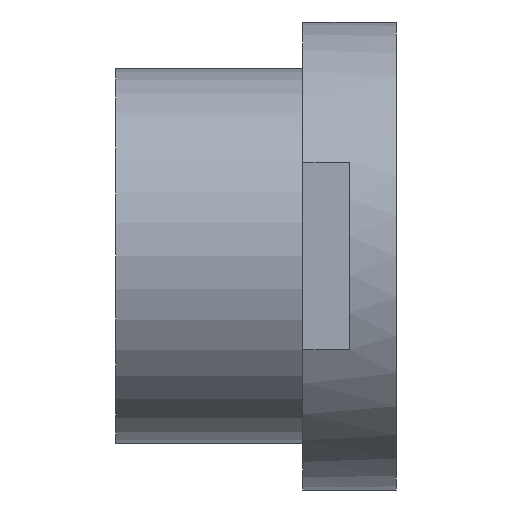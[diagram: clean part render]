
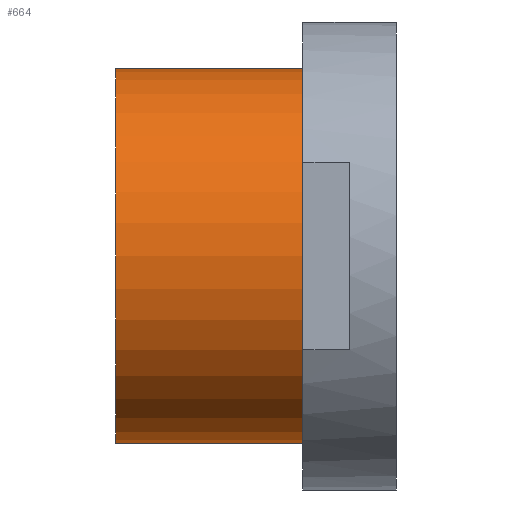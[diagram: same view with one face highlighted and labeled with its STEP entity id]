
A CAD part, left-side view. The second image highlights one B-rep face of the part: STEP entity #664.
In plain terms, the highlighted cylindrical face has radius 2 mm (diameter 4 mm), a full revolution.
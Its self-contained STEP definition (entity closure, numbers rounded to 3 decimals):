
#56=FACE_OUTER_BOUND('',#90,.T.);
#90=EDGE_LOOP('',(#531,#532,#533,#534,#535,#536));
#144=LINE('',#1146,#200);
#200=VECTOR('',#924,2.);
#269=CIRCLE('',#758,2.);
#270=CIRCLE('',#759,2.);
#271=CIRCLE('',#761,2.);
#272=CIRCLE('',#762,2.);
#333=VERTEX_POINT('',#1137);
#334=VERTEX_POINT('',#1139);
#335=VERTEX_POINT('',#1143);
#336=VERTEX_POINT('',#1144);
#412=EDGE_CURVE('',#333,#334,#269,.T.);
#413=EDGE_CURVE('',#334,#333,#270,.T.);
#414=EDGE_CURVE('',#335,#336,#271,.T.);
#415=EDGE_CURVE('',#336,#334,#144,.T.);
#416=EDGE_CURVE('',#336,#335,#272,.T.);
#531=ORIENTED_EDGE('',*,*,#414,.T.);
#532=ORIENTED_EDGE('',*,*,#415,.T.);
#533=ORIENTED_EDGE('',*,*,#412,.F.);
#534=ORIENTED_EDGE('',*,*,#413,.F.);
#535=ORIENTED_EDGE('',*,*,#415,.F.);
#536=ORIENTED_EDGE('',*,*,#416,.T.);
#652=CYLINDRICAL_SURFACE('',#760,2.);
#664=ADVANCED_FACE('',(#56),#652,.T.);
#758=AXIS2_PLACEMENT_3D('',#1140,#916,#917);
#759=AXIS2_PLACEMENT_3D('',#1141,#918,#919);
#760=AXIS2_PLACEMENT_3D('',#1142,#920,#921);
#761=AXIS2_PLACEMENT_3D('',#1145,#922,#923);
#762=AXIS2_PLACEMENT_3D('',#1147,#925,#926);
#916=DIRECTION('center_axis',(0.,1.,0.));
#917=DIRECTION('ref_axis',(0.,0.,1.));
#918=DIRECTION('center_axis',(0.,1.,0.));
#919=DIRECTION('ref_axis',(0.,0.,1.));
#920=DIRECTION('center_axis',(0.,-1.,0.));
#921=DIRECTION('ref_axis',(0.,0.,-1.));
#922=DIRECTION('center_axis',(0.,1.,0.));
#923=DIRECTION('ref_axis',(0.,0.,1.));
#924=DIRECTION('',(0.,1.,0.));
#925=DIRECTION('center_axis',(0.,1.,0.));
#926=DIRECTION('ref_axis',(0.,0.,1.));
#1137=CARTESIAN_POINT('',(0.,3.,-2.));
#1139=CARTESIAN_POINT('',(0.,3.,2.));
#1140=CARTESIAN_POINT('Origin',(0.,3.,0.));
#1141=CARTESIAN_POINT('Origin',(0.,3.,0.));
#1142=CARTESIAN_POINT('Origin',(0.,3.,0.));
#1143=CARTESIAN_POINT('',(0.,1.,-2.));
#1144=CARTESIAN_POINT('',(0.,1.,2.));
#1145=CARTESIAN_POINT('Origin',(0.,1.,0.));
#1146=CARTESIAN_POINT('',(0.,3.,2.));
#1147=CARTESIAN_POINT('Origin',(0.,1.,0.));
